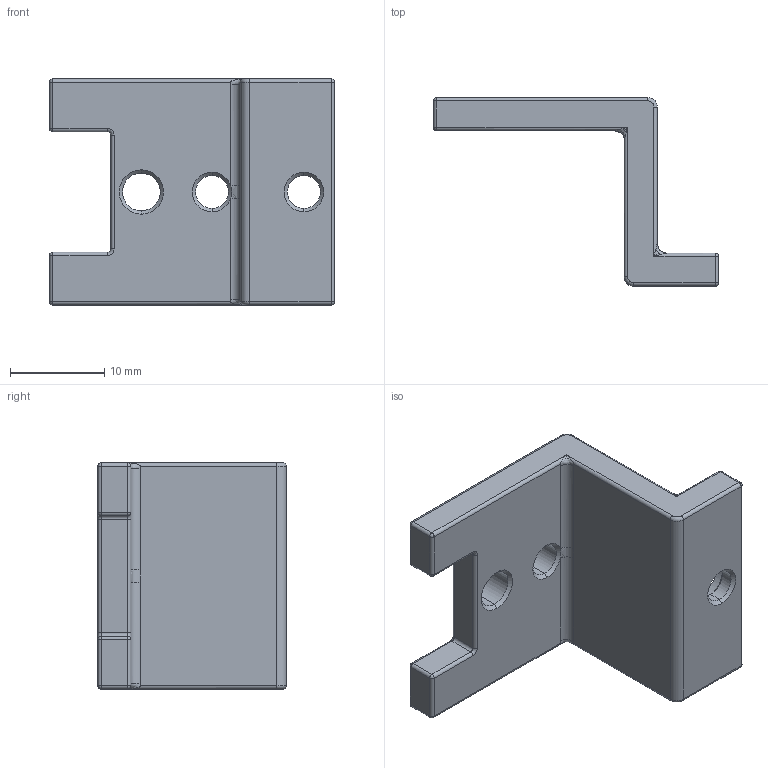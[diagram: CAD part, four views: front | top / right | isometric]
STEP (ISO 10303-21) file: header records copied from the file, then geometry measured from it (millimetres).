
FILE_DESCRIPTION (( 'STEP AP214' ), '1' );
FILE_NAME ('right_bracket.STEP', '2020-05-27T01:15:45', ( '' ), ( '' ), 'SwSTEP 2.0', 'SolidWorks 2019', '' );
FILE_SCHEMA (( 'AUTOMOTIVE_DESIGN' ));
Length unit declared in the file: millimetre
Products named in the file (1): right_bracket
Bounding box: 30.25 x 20 x 24 mm (x, y, z)
Volume: 3483 mm3; surface area: 2583.2 mm2
Topology: 1 solids, 1 shells, 104 faces, 253 edges, 134 vertices
Faces by surface type: cylinder 46, plane 16, cone 12, sphere 12, bspline 10, torus 8
Entity records: 4459 total; most frequent: CARTESIAN_POINT 2133, DIRECTION 497, ORIENTED_EDGE 474, EDGE_CURVE 237, AXIS2_PLACEMENT_3D 200, VERTEX_POINT 134, EDGE_LOOP 109, CIRCLE 105
